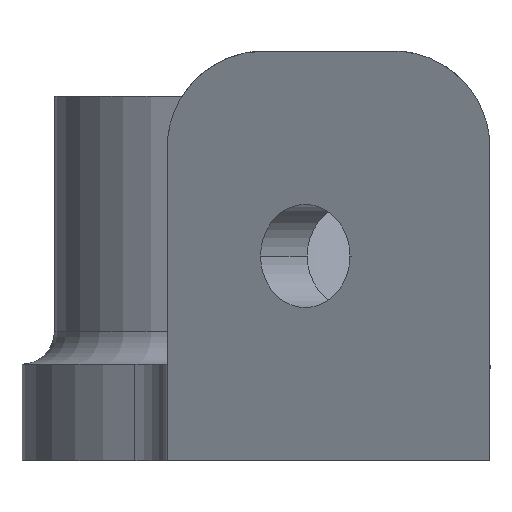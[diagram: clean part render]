
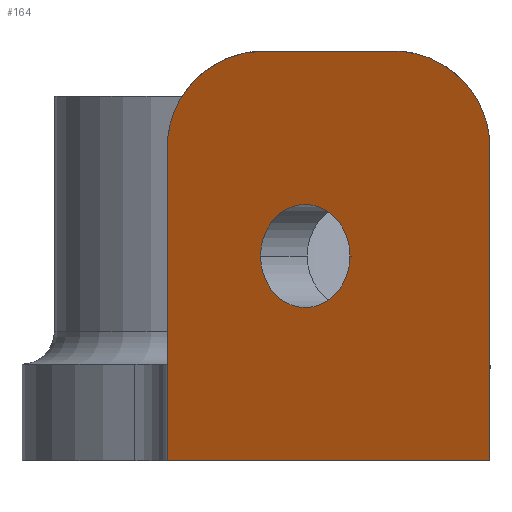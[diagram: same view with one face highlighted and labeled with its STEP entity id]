
A CAD part, left-side view. The second image highlights one B-rep face of the part: STEP entity #164.
In plain terms, the highlighted planar face has unit normal (-0.866, 0.5, 0).
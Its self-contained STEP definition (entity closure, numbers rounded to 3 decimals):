
#1 = DIRECTION ( 'NONE',  ( 0.5, 0.866, 0. ) ) ;
#17 = AXIS2_PLACEMENT_3D ( 'NONE', #609, #1319, #708 ) ;
#27 = CARTESIAN_POINT ( 'NONE',  ( -43.03, -74.531, 19.4 ) ) ;
#39 = EDGE_CURVE ( 'NONE', #700, #1287, #692, .T. ) ;
#48 = EDGE_CURVE ( 'NONE', #1287, #1221, #495, .T. ) ;
#85 = ORIENTED_EDGE ( 'NONE', *, *, #1208, .F. ) ;
#87 = FACE_OUTER_BOUND ( 'NONE', #598, .T. ) ;
#95 = CARTESIAN_POINT ( 'NONE',  ( -31.483, -54.531, 6. ) ) ;
#133 = LINE ( 'NONE', #268, #1189 ) ;
#143 = DIRECTION ( 'NONE',  ( -0.5, -0.866, 0. ) ) ;
#163 = DIRECTION ( 'NONE',  ( 0.5, 0.866, 0. ) ) ;
#164 = ADVANCED_FACE ( 'NONE', ( #1214, #87 ), #1220, .F. ) ;
#178 = CARTESIAN_POINT ( 'NONE',  ( -31.483, -54.531, 19.4 ) ) ;
#201 = EDGE_CURVE ( 'NONE', #802, #895, #832, .T. ) ;
#268 = CARTESIAN_POINT ( 'NONE',  ( -31.483, -54.531, 0. ) ) ;
#283 = CARTESIAN_POINT ( 'NONE',  ( -32.918, -57.016, 25.4 ) ) ;
#300 = VECTOR ( 'NONE', #143, 1000. ) ;
#302 = CARTESIAN_POINT ( 'NONE',  ( -43.03, -74.531, 19.4 ) ) ;
#316 = CARTESIAN_POINT ( 'NONE',  ( -31.483, -54.531, 19.4 ) ) ;
#331 = CARTESIAN_POINT ( 'NONE',  ( -43.03, -74.531, 22.915 ) ) ;
#341 = CARTESIAN_POINT ( 'NONE',  ( -43.03, -74.531, 0. ) ) ;
#350 = LINE ( 'NONE', #1121, #1137 ) ;
#383 = ORIENTED_EDGE ( 'NONE', *, *, #449, .T. ) ;
#399 = DIRECTION ( 'NONE',  ( 0., 0., -1. ) ) ;
#411 = CARTESIAN_POINT ( 'NONE',  ( -39.566, -68.531, 25.4 ) ) ;
#433 = CARTESIAN_POINT ( 'NONE',  ( -39.566, -68.531, 25.4 ) ) ;
#449 = EDGE_CURVE ( 'NONE', #1221, #789, #133, .T. ) ;
#458 = ORIENTED_EDGE ( 'NONE', *, *, #48, .T. ) ;
#489 = CARTESIAN_POINT ( 'NONE',  ( -31.483, -54.531, 6. ) ) ;
#495 = LINE ( 'NONE', #489, #731 ) ;
#572 = ORIENTED_EDGE ( 'NONE', *, *, #1028, .F. ) ;
#579 = CARTESIAN_POINT ( 'NONE',  ( -38.02, -65.852, 12.7 ) ) ;
#598 = EDGE_LOOP ( 'NONE', ( #85, #1118, #572, #1098, #458, #383 ) ) ;
#609 = CARTESIAN_POINT ( 'NONE',  ( -36.42, -63.081, 12.7 ) ) ;
#692 =( BOUNDED_CURVE ( )  B_SPLINE_CURVE ( 3, ( #893, #283, #887, #178 ),
 .UNSPECIFIED., .F., .F. ) 
 B_SPLINE_CURVE_WITH_KNOTS ( ( 4, 4 ),
 ( 1.571, 3.142 ),
 .UNSPECIFIED. ) 
 CURVE ( )  GEOMETRIC_REPRESENTATION_ITEM ( )  RATIONAL_B_SPLINE_CURVE ( ( 1., 0.805, 0.805, 1. ) ) 
 REPRESENTATION_ITEM ( '' )  );
#700 = VERTEX_POINT ( 'NONE', #1145 ) ;
#708 = DIRECTION ( 'NONE',  ( 0.5, 0.866, 0. ) ) ;
#717 = DIRECTION ( 'NONE',  ( 0.866, -0.5, 0. ) ) ;
#731 = VECTOR ( 'NONE', #1202, 1000. ) ;
#749 = EDGE_LOOP ( 'NONE', ( #1225, #1150 ) ) ;
#752 = EDGE_CURVE ( 'NONE', #1244, #1273, #1282, .T. ) ;
#759 = AXIS2_PLACEMENT_3D ( 'NONE', #95, #717, #1 ) ;
#765 = CARTESIAN_POINT ( 'NONE',  ( -36.42, -63.081, 12.7 ) ) ;
#789 = VERTEX_POINT ( 'NONE', #341 ) ;
#802 = VERTEX_POINT ( 'NONE', #1099 ) ;
#820 = AXIS2_PLACEMENT_3D ( 'NONE', #765, #1081, #163 ) ;
#832 = CIRCLE ( 'NONE', #820, 3.2 ) ;
#872 = LINE ( 'NONE', #1167, #300 ) ;
#887 = CARTESIAN_POINT ( 'NONE',  ( -31.483, -54.531, 22.915 ) ) ;
#893 = CARTESIAN_POINT ( 'NONE',  ( -34.947, -60.531, 25.4 ) ) ;
#895 = VERTEX_POINT ( 'NONE', #579 ) ;
#914 = CARTESIAN_POINT ( 'NONE',  ( -31.483, -54.531, 0. ) ) ;
#1028 = EDGE_CURVE ( 'NONE', #700, #1273, #872, .T. ) ;
#1049 = CARTESIAN_POINT ( 'NONE',  ( -41.595, -72.045, 25.4 ) ) ;
#1081 = DIRECTION ( 'NONE',  ( 0.866, -0.5, 0. ) ) ;
#1098 = ORIENTED_EDGE ( 'NONE', *, *, #39, .T. ) ;
#1099 = CARTESIAN_POINT ( 'NONE',  ( -34.82, -60.309, 12.7 ) ) ;
#1118 = ORIENTED_EDGE ( 'NONE', *, *, #752, .T. ) ;
#1121 = CARTESIAN_POINT ( 'NONE',  ( -43.03, -74.531, 6. ) ) ;
#1137 = VECTOR ( 'NONE', #399, 1000. ) ;
#1145 = CARTESIAN_POINT ( 'NONE',  ( -34.947, -60.531, 25.4 ) ) ;
#1150 = ORIENTED_EDGE ( 'NONE', *, *, #1201, .T. ) ;
#1167 = CARTESIAN_POINT ( 'NONE',  ( -31.483, -54.531, 25.4 ) ) ;
#1168 = CIRCLE ( 'NONE', #17, 3.2 ) ;
#1188 = DIRECTION ( 'NONE',  ( -0.5, -0.866, 0. ) ) ;
#1189 = VECTOR ( 'NONE', #1188, 1000. ) ;
#1201 = EDGE_CURVE ( 'NONE', #895, #802, #1168, .T. ) ;
#1202 = DIRECTION ( 'NONE',  ( 0., 0., -1. ) ) ;
#1208 = EDGE_CURVE ( 'NONE', #1244, #789, #350, .T. ) ;
#1214 = FACE_BOUND ( 'NONE', #749, .T. ) ;
#1220 = PLANE ( 'NONE',  #759 ) ;
#1221 = VERTEX_POINT ( 'NONE', #914 ) ;
#1225 = ORIENTED_EDGE ( 'NONE', *, *, #201, .T. ) ;
#1244 = VERTEX_POINT ( 'NONE', #302 ) ;
#1273 = VERTEX_POINT ( 'NONE', #411 ) ;
#1282 =( BOUNDED_CURVE ( )  B_SPLINE_CURVE ( 3, ( #27, #331, #1049, #433 ),
 .UNSPECIFIED., .F., .F. ) 
 B_SPLINE_CURVE_WITH_KNOTS ( ( 4, 4 ),
 ( 3.142, 4.712 ),
 .UNSPECIFIED. ) 
 CURVE ( )  GEOMETRIC_REPRESENTATION_ITEM ( )  RATIONAL_B_SPLINE_CURVE ( ( 1., 0.805, 0.805, 1. ) ) 
 REPRESENTATION_ITEM ( '' )  );
#1287 = VERTEX_POINT ( 'NONE', #316 ) ;
#1319 = DIRECTION ( 'NONE',  ( 0.866, -0.5, 0. ) ) ;
